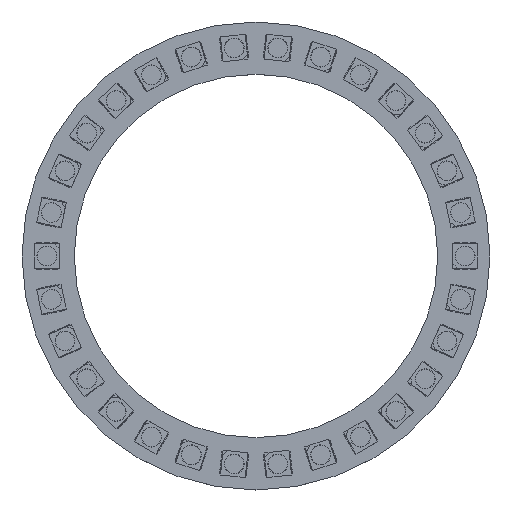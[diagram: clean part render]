
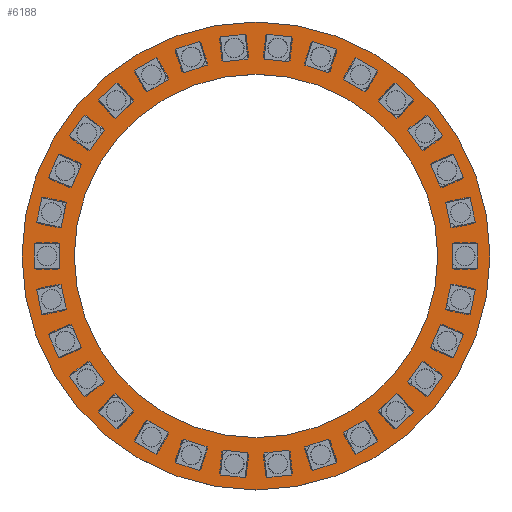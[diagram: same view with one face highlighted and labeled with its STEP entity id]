
A CAD part, top view. The second image highlights one B-rep face of the part: STEP entity #6188.
In plain terms, the highlighted planar face has unit normal (0, 0, 1).
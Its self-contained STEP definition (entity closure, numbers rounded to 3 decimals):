
#6060 = VERTEX_POINT('',#6061);
#6061 = CARTESIAN_POINT('',(147.,-100.,1.6));
#6068 = CYLINDRICAL_SURFACE('',#6069,47.);
#6069 = AXIS2_PLACEMENT_3D('',#6070,#6071,#6072);
#6070 = CARTESIAN_POINT('',(100.,-100.,0.));
#6071 = DIRECTION('',(-0.,-0.,-1.));
#6072 = DIRECTION('',(1.,0.,-0.));
#6087 = EDGE_CURVE('',#6060,#6060,#6088,.T.);
#6088 = SURFACE_CURVE('',#6089,(#6094,#6101),.PCURVE_S1.);
#6089 = CIRCLE('',#6090,47.);
#6090 = AXIS2_PLACEMENT_3D('',#6091,#6092,#6093);
#6091 = CARTESIAN_POINT('',(100.,-100.,1.6));
#6092 = DIRECTION('',(0.,0.,1.));
#6093 = DIRECTION('',(1.,0.,-0.));
#6094 = PCURVE('',#6068,#6095);
#6095 = DEFINITIONAL_REPRESENTATION('',(#6096),#6100);
#6096 = LINE('',#6097,#6098);
#6097 = CARTESIAN_POINT('',(-0.,-1.6));
#6098 = VECTOR('',#6099,1.);
#6099 = DIRECTION('',(-1.,0.));
#6100 = ( GEOMETRIC_REPRESENTATION_CONTEXT(2) 
PARAMETRIC_REPRESENTATION_CONTEXT() REPRESENTATION_CONTEXT('2D SPACE',''
  ) );
#6101 = PCURVE('',#6102,#6107);
#6102 = PLANE('',#6103);
#6103 = AXIS2_PLACEMENT_3D('',#6104,#6105,#6106);
#6104 = CARTESIAN_POINT('',(147.,-100.,1.6));
#6105 = DIRECTION('',(-0.,0.,-1.));
#6106 = DIRECTION('',(-1.,0.,0.));
#6107 = DEFINITIONAL_REPRESENTATION('',(#6108),#6116);
#6108 = ( BOUNDED_CURVE() B_SPLINE_CURVE(2,(#6109,#6110,#6111,#6112,
#6113,#6114,#6115),.UNSPECIFIED.,.F.,.F.) B_SPLINE_CURVE_WITH_KNOTS((1,2
    ,2,2,2,1),(-2.094,0.,2.094,4.189,
6.283,8.378),.UNSPECIFIED.) CURVE() 
GEOMETRIC_REPRESENTATION_ITEM() RATIONAL_B_SPLINE_CURVE((1.,0.5,1.,0.5,
1.,0.5,1.)) REPRESENTATION_ITEM('') );
#6109 = CARTESIAN_POINT('',(0.,0.));
#6110 = CARTESIAN_POINT('',(0.,81.406));
#6111 = CARTESIAN_POINT('',(70.5,40.703));
#6112 = CARTESIAN_POINT('',(141.,0.));
#6113 = CARTESIAN_POINT('',(70.5,-40.703));
#6114 = CARTESIAN_POINT('',(0.,-81.406));
#6115 = CARTESIAN_POINT('',(0.,0.));
#6116 = ( GEOMETRIC_REPRESENTATION_CONTEXT(2) 
PARAMETRIC_REPRESENTATION_CONTEXT() REPRESENTATION_CONTEXT('2D SPACE',''
  ) );
#6177 = CYLINDRICAL_SURFACE('',#6178,36.5);
#6178 = AXIS2_PLACEMENT_3D('',#6179,#6180,#6181);
#6179 = CARTESIAN_POINT('',(100.,-100.,0.));
#6180 = DIRECTION('',(-0.,-0.,-1.));
#6181 = DIRECTION('',(1.,0.,-0.));
#6188 = ADVANCED_FACE('',(#6189,#6192),#6102,.F.);
#6189 = FACE_BOUND('',#6190,.F.);
#6190 = EDGE_LOOP('',(#6191));
#6191 = ORIENTED_EDGE('',*,*,#6087,.F.);
#6192 = FACE_BOUND('',#6193,.F.);
#6193 = EDGE_LOOP('',(#6194));
#6194 = ORIENTED_EDGE('',*,*,#6195,.T.);
#6195 = EDGE_CURVE('',#6196,#6196,#6198,.T.);
#6196 = VERTEX_POINT('',#6197);
#6197 = CARTESIAN_POINT('',(136.5,-100.,1.6));
#6198 = SURFACE_CURVE('',#6199,(#6204,#6215),.PCURVE_S1.);
#6199 = CIRCLE('',#6200,36.5);
#6200 = AXIS2_PLACEMENT_3D('',#6201,#6202,#6203);
#6201 = CARTESIAN_POINT('',(100.,-100.,1.6));
#6202 = DIRECTION('',(0.,0.,1.));
#6203 = DIRECTION('',(1.,0.,-0.));
#6204 = PCURVE('',#6102,#6205);
#6205 = DEFINITIONAL_REPRESENTATION('',(#6206),#6214);
#6206 = ( BOUNDED_CURVE() B_SPLINE_CURVE(2,(#6207,#6208,#6209,#6210,
#6211,#6212,#6213),.UNSPECIFIED.,.F.,.F.) B_SPLINE_CURVE_WITH_KNOTS((1,2
    ,2,2,2,1),(-2.094,0.,2.094,4.189,
6.283,8.378),.UNSPECIFIED.) CURVE() 
GEOMETRIC_REPRESENTATION_ITEM() RATIONAL_B_SPLINE_CURVE((1.,0.5,1.,0.5,
1.,0.5,1.)) REPRESENTATION_ITEM('') );
#6207 = CARTESIAN_POINT('',(10.5,0.));
#6208 = CARTESIAN_POINT('',(10.5,63.22));
#6209 = CARTESIAN_POINT('',(65.25,31.61));
#6210 = CARTESIAN_POINT('',(120.,0.));
#6211 = CARTESIAN_POINT('',(65.25,-31.61));
#6212 = CARTESIAN_POINT('',(10.5,-63.22));
#6213 = CARTESIAN_POINT('',(10.5,0.));
#6214 = ( GEOMETRIC_REPRESENTATION_CONTEXT(2) 
PARAMETRIC_REPRESENTATION_CONTEXT() REPRESENTATION_CONTEXT('2D SPACE',''
  ) );
#6215 = PCURVE('',#6177,#6216);
#6216 = DEFINITIONAL_REPRESENTATION('',(#6217),#6221);
#6217 = LINE('',#6218,#6219);
#6218 = CARTESIAN_POINT('',(-0.,-1.6));
#6219 = VECTOR('',#6220,1.);
#6220 = DIRECTION('',(-1.,0.));
#6221 = ( GEOMETRIC_REPRESENTATION_CONTEXT(2) 
PARAMETRIC_REPRESENTATION_CONTEXT() REPRESENTATION_CONTEXT('2D SPACE',''
  ) );
